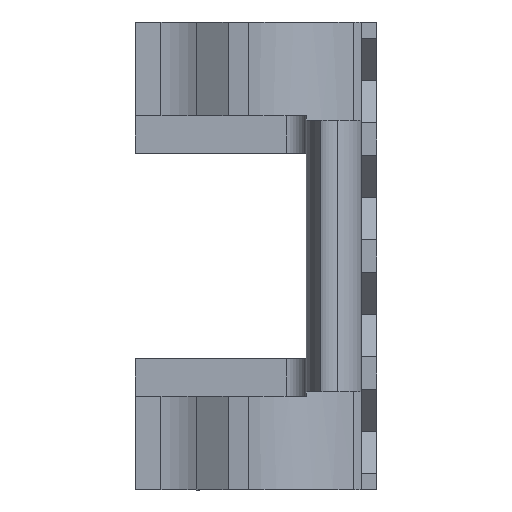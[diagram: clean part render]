
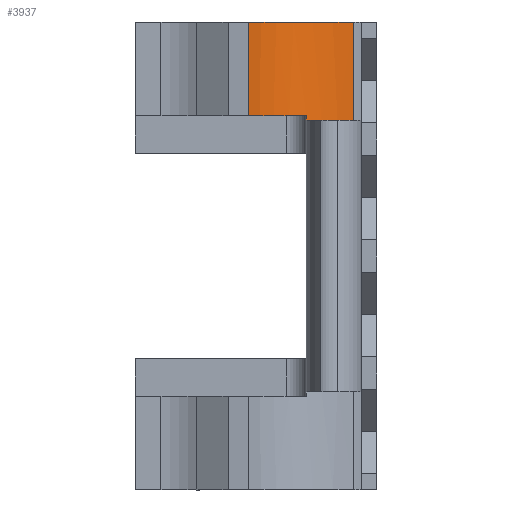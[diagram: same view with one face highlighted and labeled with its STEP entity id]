
A CAD part, left-side view. The second image highlights one B-rep face of the part: STEP entity #3937.
In plain terms, the highlighted cylindrical face has radius 4.15 mm (diameter 8.3 mm), a partial arc.
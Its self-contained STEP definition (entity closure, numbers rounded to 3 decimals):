
#11 = DIRECTION ( 'NONE',  ( 0., 0., 1. ) ) ;
#34 = DIRECTION ( 'NONE',  ( 0., 0., 1. ) ) ;
#165 = CARTESIAN_POINT ( 'NONE',  ( 8.098, -2.666, 4.65 ) ) ;
#279 = CARTESIAN_POINT ( 'NONE',  ( 4.254, -4.231, 4.5 ) ) ;
#304 = VERTEX_POINT ( 'NONE', #521 ) ;
#332 = CIRCLE ( 'NONE', #4299, 4.15 ) ;
#362 = DIRECTION ( 'NONE',  ( 1., 0., 0. ) ) ;
#439 = EDGE_CURVE ( 'NONE', #1598, #4257, #5525, .T. ) ;
#511 = CARTESIAN_POINT ( 'NONE',  ( 6.503, -0.743, 4.5 ) ) ;
#521 = CARTESIAN_POINT ( 'NONE',  ( 6.503, -0.743, 4.65 ) ) ;
#624 = ORIENTED_EDGE ( 'NONE', *, *, #3586, .T. ) ;
#645 = CYLINDRICAL_SURFACE ( 'NONE', #1387, 4.15 ) ;
#652 = VECTOR ( 'NONE', #1316, 1000. ) ;
#934 = EDGE_CURVE ( 'NONE', #304, #1174, #4401, .T. ) ;
#1108 = DIRECTION ( 'NONE',  ( 1., 0., 0. ) ) ;
#1174 = VERTEX_POINT ( 'NONE', #3791 ) ;
#1316 = DIRECTION ( 'NONE',  ( 0., 0., 1. ) ) ;
#1387 = AXIS2_PLACEMENT_3D ( 'NONE', #2000, #1918, #1108 ) ;
#1456 = ORIENTED_EDGE ( 'NONE', *, *, #4012, .T. ) ;
#1598 = VERTEX_POINT ( 'NONE', #5434 ) ;
#1611 = DIRECTION ( 'NONE',  ( 0., 0., 1. ) ) ;
#1705 = CARTESIAN_POINT ( 'NONE',  ( 4.254, -4.231, 4.65 ) ) ;
#1897 = CARTESIAN_POINT ( 'NONE',  ( 8.098, -2.666, 4.65 ) ) ;
#1918 = DIRECTION ( 'NONE',  ( 0., 0., 1. ) ) ;
#2000 = CARTESIAN_POINT ( 'NONE',  ( 4.254, -4.231, 4.5 ) ) ;
#2015 = CARTESIAN_POINT ( 'NONE',  ( 8.404, -4.231, 7.75 ) ) ;
#2437 = ORIENTED_EDGE ( 'NONE', *, *, #3341, .T. ) ;
#2912 = EDGE_CURVE ( 'NONE', #1598, #3187, #4439, .T. ) ;
#3038 = ORIENTED_EDGE ( 'NONE', *, *, #934, .F. ) ;
#3187 = VERTEX_POINT ( 'NONE', #2015 ) ;
#3341 = EDGE_CURVE ( 'NONE', #3903, #4257, #4488, .T. ) ;
#3417 = DIRECTION ( 'NONE',  ( 1., 0., 0. ) ) ;
#3586 = EDGE_CURVE ( 'NONE', #304, #3903, #4156, .T. ) ;
#3588 = AXIS2_PLACEMENT_3D ( 'NONE', #1705, #5302, #3866 ) ;
#3791 = CARTESIAN_POINT ( 'NONE',  ( 6.503, -0.743, 7.75 ) ) ;
#3857 = VECTOR ( 'NONE', #4965, 1000. ) ;
#3866 = DIRECTION ( 'NONE',  ( 1., 0., 0. ) ) ;
#3903 = VERTEX_POINT ( 'NONE', #165 ) ;
#3937 = ADVANCED_FACE ( 'NONE', ( #4689 ), #645, .F. ) ;
#4012 = EDGE_CURVE ( 'NONE', #3187, #1174, #332, .T. ) ;
#4156 = CIRCLE ( 'NONE', #3588, 4.15 ) ;
#4184 = VECTOR ( 'NONE', #34, 1000. ) ;
#4257 = VERTEX_POINT ( 'NONE', #5485 ) ;
#4299 = AXIS2_PLACEMENT_3D ( 'NONE', #5297, #1611, #362 ) ;
#4401 = LINE ( 'NONE', #511, #4184 ) ;
#4421 = ORIENTED_EDGE ( 'NONE', *, *, #439, .F. ) ;
#4439 = LINE ( 'NONE', #5357, #652 ) ;
#4488 = LINE ( 'NONE', #1897, #3857 ) ;
#4637 = EDGE_LOOP ( 'NONE', ( #4421, #5586, #1456, #3038, #624, #2437 ) ) ;
#4689 = FACE_OUTER_BOUND ( 'NONE', #4637, .T. ) ;
#4758 = AXIS2_PLACEMENT_3D ( 'NONE', #279, #11, #3417 ) ;
#4965 = DIRECTION ( 'NONE',  ( 0., 0., -1. ) ) ;
#5297 = CARTESIAN_POINT ( 'NONE',  ( 4.254, -4.231, 7.75 ) ) ;
#5302 = DIRECTION ( 'NONE',  ( 0., 0., -1. ) ) ;
#5357 = CARTESIAN_POINT ( 'NONE',  ( 8.404, -4.231, 4.5 ) ) ;
#5434 = CARTESIAN_POINT ( 'NONE',  ( 8.404, -4.231, 4.5 ) ) ;
#5485 = CARTESIAN_POINT ( 'NONE',  ( 8.098, -2.666, 4.5 ) ) ;
#5525 = CIRCLE ( 'NONE', #4758, 4.15 ) ;
#5586 = ORIENTED_EDGE ( 'NONE', *, *, #2912, .T. ) ;
